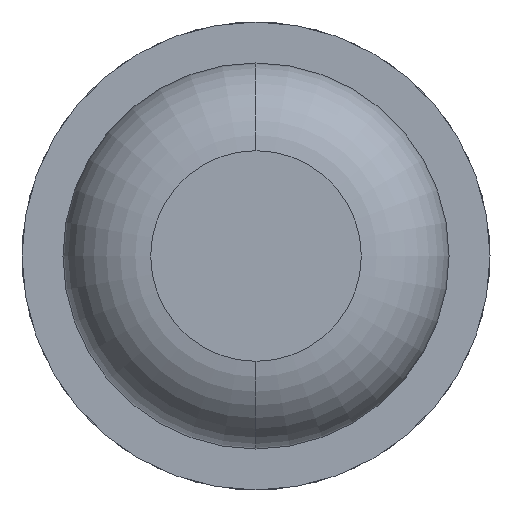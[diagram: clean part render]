
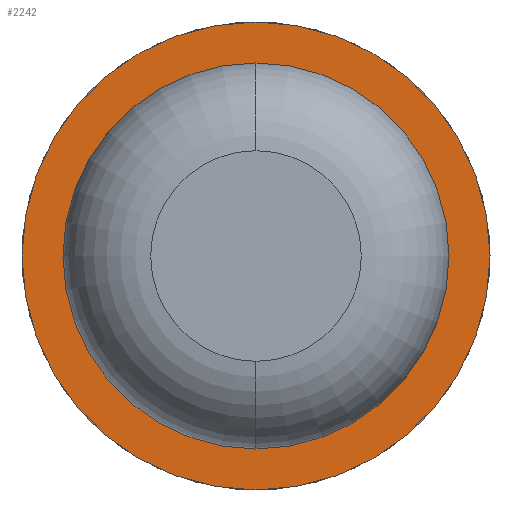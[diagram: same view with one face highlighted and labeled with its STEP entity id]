
A CAD part, front view. The second image highlights one B-rep face of the part: STEP entity #2242.
In plain terms, the highlighted planar face has unit normal (0, -1, 0).
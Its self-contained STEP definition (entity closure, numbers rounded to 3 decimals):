
#10 = CIRCLE ( 'NONE', #2813, 0.825 ) ;
#58 = CARTESIAN_POINT ( 'NONE',  ( 0., -3., -0.825 ) ) ;
#319 = CIRCLE ( 'NONE', #2044, 1. ) ;
#335 = PLANE ( 'NONE',  #2915 ) ;
#513 = CARTESIAN_POINT ( 'NONE',  ( 0., -3., 0. ) ) ;
#582 = ORIENTED_EDGE ( 'NONE', *, *, #645, .T. ) ;
#584 = EDGE_LOOP ( 'NONE', ( #2797, #2781 ) ) ;
#603 = CARTESIAN_POINT ( 'NONE',  ( 0.825, -3., 0. ) ) ;
#643 = EDGE_LOOP ( 'NONE', ( #582, #1487 ) ) ;
#645 = EDGE_CURVE ( 'Defeature ausgef�hrt1_2+Defeature ausgef�hrt1_4+Defeature ausgef�hrt1_4+Defeature ausgef�hrt1_4', #3750, #2232, #10, .T. ) ;
#684 = VERTEX_POINT ( 'NONE', #959 ) ;
#723 = DIRECTION ( 'NONE',  ( 0., 1., 0. ) ) ;
#802 = DIRECTION ( 'NONE',  ( 0., 1., 0. ) ) ;
#959 = CARTESIAN_POINT ( 'NONE',  ( 1., -3., 0. ) ) ;
#1142 = FACE_OUTER_BOUND ( 'NONE', #584, .T. ) ;
#1171 = CARTESIAN_POINT ( 'NONE',  ( -1., -3., 0. ) ) ;
#1238 = CARTESIAN_POINT ( 'NONE',  ( 0., -3., 0. ) ) ;
#1294 = DIRECTION ( 'NONE',  ( 0., 1., 0. ) ) ;
#1478 = DIRECTION ( 'NONE',  ( -1., 0., 0. ) ) ;
#1487 = ORIENTED_EDGE ( 'NONE', *, *, #2042, .T. ) ;
#1673 = DIRECTION ( 'NONE',  ( -1., 0., 0. ) ) ;
#1780 = DIRECTION ( 'NONE',  ( 0., 1., 0. ) ) ;
#1846 = EDGE_CURVE ( 'Defeature ausgef�hrt1_1+Defeature ausgef�hrt1_2+Defeature ausgef�hrt1_2+Defeature ausgef�hrt1_2', #684, #3487, #2785, .T. ) ;
#1960 = EDGE_CURVE ( 'Defeature ausgef�hrt1_1+Defeature ausgef�hrt1_2+Defeature ausgef�hrt1_2+Defeature ausgef�hrt1_2', #3487, #684, #319, .T. ) ;
#2042 = EDGE_CURVE ( 'Defeature ausgef�hrt1_2+Defeature ausgef�hrt1_4+Defeature ausgef�hrt1_4+Defeature ausgef�hrt1_4', #2232, #3750, #2330, .T. ) ;
#2044 = AXIS2_PLACEMENT_3D ( 'NONE', #2821, #723, #3360 ) ;
#2219 = CARTESIAN_POINT ( 'NONE',  ( 0., -3., 0.825 ) ) ;
#2232 = VERTEX_POINT ( 'NONE', #58 ) ;
#2242 = ADVANCED_FACE ( 'Defeature ausgef�hrt1_2', ( #1142, #2411 ), #335, .F. ) ;
#2255 = AXIS2_PLACEMENT_3D ( 'NONE', #513, #802, #1673 ) ;
#2330 = CIRCLE ( 'NONE', #2255, 0.825 ) ;
#2361 = DIRECTION ( 'NONE',  ( -1., 0., 0. ) ) ;
#2374 = AXIS2_PLACEMENT_3D ( 'NONE', #1238, #2961, #2361 ) ;
#2411 = FACE_BOUND ( 'NONE', #643, .T. ) ;
#2715 = DIRECTION ( 'NONE',  ( -1., 0., 0. ) ) ;
#2781 = ORIENTED_EDGE ( 'NONE', *, *, #1846, .F. ) ;
#2785 = CIRCLE ( 'NONE', #2374, 1. ) ;
#2797 = ORIENTED_EDGE ( 'NONE', *, *, #1960, .F. ) ;
#2813 = AXIS2_PLACEMENT_3D ( 'NONE', #3625, #1294, #2715 ) ;
#2821 = CARTESIAN_POINT ( 'NONE',  ( 0., -3., 0. ) ) ;
#2915 = AXIS2_PLACEMENT_3D ( 'NONE', #603, #1780, #1478 ) ;
#2961 = DIRECTION ( 'NONE',  ( 0., 1., 0. ) ) ;
#3360 = DIRECTION ( 'NONE',  ( -1., 0., 0. ) ) ;
#3487 = VERTEX_POINT ( 'NONE', #1171 ) ;
#3625 = CARTESIAN_POINT ( 'NONE',  ( 0., -3., 0. ) ) ;
#3750 = VERTEX_POINT ( 'NONE', #2219 ) ;
